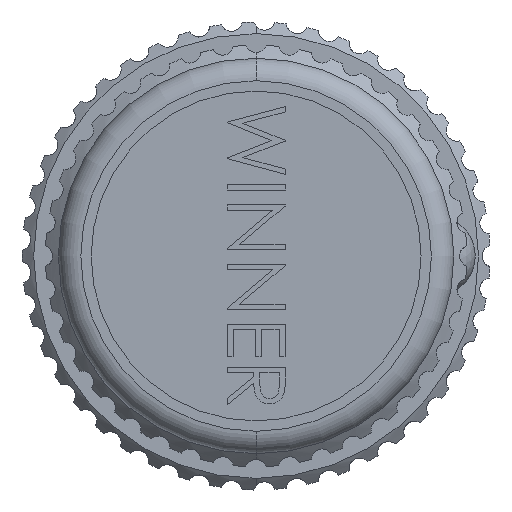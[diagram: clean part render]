
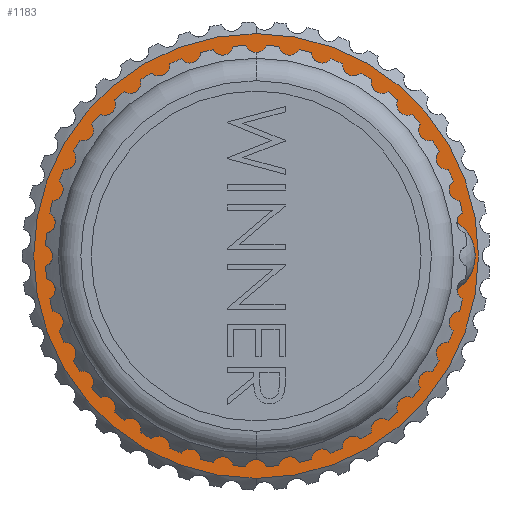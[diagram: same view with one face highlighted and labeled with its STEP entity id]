
A CAD part, left-side view. The second image highlights one B-rep face of the part: STEP entity #1183.
In plain terms, the highlighted planar face has unit normal (-1, 0, 0).
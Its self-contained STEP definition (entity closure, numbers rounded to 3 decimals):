
#251 = CARTESIAN_POINT ( 'NONE',  ( -7.9, 0., 0. ) ) ;
#993 = EDGE_CURVE ( 'NONE', #8647, #20950, #19376, .T. ) ;
#1183 = ADVANCED_FACE ( 'NONE', ( #17957, #20422 ), #9479, .T. ) ;
#1675 = CIRCLE ( 'NONE', #4541, 8.56 ) ;
#3809 = AXIS2_PLACEMENT_3D ( 'NONE', #10008, #18916, #21186 ) ;
#4541 = AXIS2_PLACEMENT_3D ( 'NONE', #18754, #11951, #13863 ) ;
#5069 = CARTESIAN_POINT ( 'NONE',  ( -7.9, 0., 0. ) ) ;
#5225 = EDGE_LOOP ( 'NONE', ( #12661, #27547 ) ) ;
#7001 = DIRECTION ( 'NONE',  ( -1., 0., 0. ) ) ;
#7391 = DIRECTION ( 'NONE',  ( 0., 0., -1. ) ) ;
#7482 = VERTEX_POINT ( 'NONE', #12027 ) ;
#7743 = EDGE_CURVE ( 'NONE', #20950, #8647, #10317, .T. ) ;
#8358 = EDGE_CURVE ( 'NONE', #7482, #11961, #1675, .T. ) ;
#8647 = VERTEX_POINT ( 'NONE', #22565 ) ;
#9479 = PLANE ( 'NONE',  #14232 ) ;
#10008 = CARTESIAN_POINT ( 'NONE',  ( -7.9, 0., 0. ) ) ;
#10317 = CIRCLE ( 'NONE', #18926, 15.3 ) ;
#10636 = ORIENTED_EDGE ( 'NONE', *, *, #993, .T. ) ;
#11719 = AXIS2_PLACEMENT_3D ( 'NONE', #5069, #16263, #7391 ) ;
#11951 = DIRECTION ( 'NONE',  ( -1., 0., 0. ) ) ;
#11961 = VERTEX_POINT ( 'NONE', #19817 ) ;
#12027 = CARTESIAN_POINT ( 'NONE',  ( -7.9, 0., 8.56 ) ) ;
#12661 = ORIENTED_EDGE ( 'NONE', *, *, #17554, .F. ) ;
#13700 = CARTESIAN_POINT ( 'NONE',  ( -7.9, 0., 0. ) ) ;
#13710 = DIRECTION ( 'NONE',  ( 0., 0., -1. ) ) ;
#13863 = DIRECTION ( 'NONE',  ( 0., 0., -1. ) ) ;
#14232 = AXIS2_PLACEMENT_3D ( 'NONE', #13700, #25297, #27792 ) ;
#16263 = DIRECTION ( 'NONE',  ( -1., 0., 0. ) ) ;
#17554 = EDGE_CURVE ( 'NONE', #11961, #7482, #29389, .T. ) ;
#17957 = FACE_BOUND ( 'NONE', #5225, .T. ) ;
#18754 = CARTESIAN_POINT ( 'NONE',  ( -7.9, 0., 0. ) ) ;
#18916 = DIRECTION ( 'NONE',  ( -1., 0., 0. ) ) ;
#18926 = AXIS2_PLACEMENT_3D ( 'NONE', #251, #7001, #13710 ) ;
#19376 = CIRCLE ( 'NONE', #11719, 15.3 ) ;
#19817 = CARTESIAN_POINT ( 'NONE',  ( -7.9, 0., -8.56 ) ) ;
#19919 = ORIENTED_EDGE ( 'NONE', *, *, #7743, .T. ) ;
#20197 = EDGE_LOOP ( 'NONE', ( #19919, #10636 ) ) ;
#20422 = FACE_OUTER_BOUND ( 'NONE', #20197, .T. ) ;
#20950 = VERTEX_POINT ( 'NONE', #24670 ) ;
#21186 = DIRECTION ( 'NONE',  ( 0., 0., -1. ) ) ;
#22565 = CARTESIAN_POINT ( 'NONE',  ( -7.9, 0., -15.3 ) ) ;
#24670 = CARTESIAN_POINT ( 'NONE',  ( -7.9, 0., 15.3 ) ) ;
#25297 = DIRECTION ( 'NONE',  ( -1., 0., 0. ) ) ;
#27547 = ORIENTED_EDGE ( 'NONE', *, *, #8358, .F. ) ;
#27792 = DIRECTION ( 'NONE',  ( 0., 0., -1. ) ) ;
#29389 = CIRCLE ( 'NONE', #3809, 8.56 ) ;
